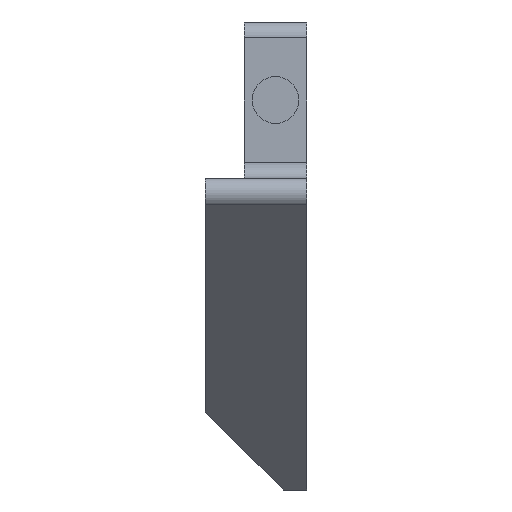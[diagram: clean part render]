
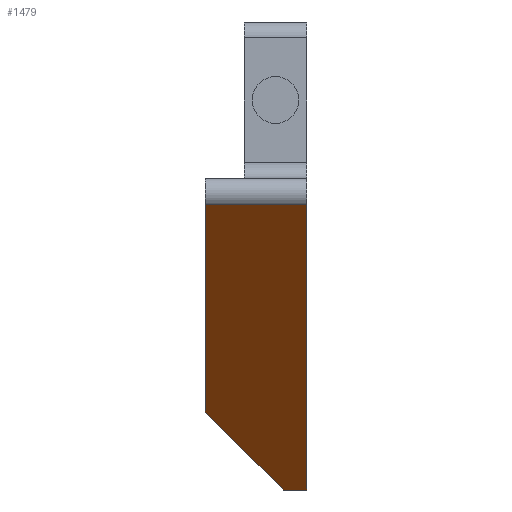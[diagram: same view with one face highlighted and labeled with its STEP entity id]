
A CAD part, left-side view. The second image highlights one B-rep face of the part: STEP entity #1479.
In plain terms, the highlighted planar face has unit normal (-0.707, 0, -0.707).
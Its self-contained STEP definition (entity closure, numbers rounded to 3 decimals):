
#13 = DIRECTION ( 'NONE',  ( 0.707, 0., 0.707 ) ) ;
#22 = DIRECTION ( 'NONE',  ( 0.707, 0., -0.707 ) ) ;
#157 = DIRECTION ( 'NONE',  ( 0., 1., 0. ) ) ;
#165 = AXIS2_PLACEMENT_3D ( 'NONE', #1126, #13, #22 ) ;
#170 = VECTOR ( 'NONE', #198, 1000. ) ;
#194 = VECTOR ( 'NONE', #1391, 1000. ) ;
#198 = DIRECTION ( 'NONE',  ( 0., -1., 0. ) ) ;
#205 = CARTESIAN_POINT ( 'NONE',  ( -123.293, -3.25, 8.293 ) ) ;
#254 = CARTESIAN_POINT ( 'NONE',  ( -123.293, 3.25, 8.293 ) ) ;
#262 = FACE_OUTER_BOUND ( 'NONE', #1534, .T. ) ;
#266 = CARTESIAN_POINT ( 'NONE',  ( -105., -3.25, -10. ) ) ;
#295 = CARTESIAN_POINT ( 'NONE',  ( -125., -3.25, 10. ) ) ;
#383 = LINE ( 'NONE', #903, #194 ) ;
#441 = CARTESIAN_POINT ( 'NONE',  ( -105., 3.25, -10. ) ) ;
#486 = EDGE_CURVE ( 'NONE', #775, #1301, #668, .T. ) ;
#499 = CARTESIAN_POINT ( 'NONE',  ( -73.333, -33.417, -41.667 ) ) ;
#511 = VECTOR ( 'NONE', #1562, 1000. ) ;
#553 = VECTOR ( 'NONE', #157, 1000. ) ;
#641 = DIRECTION ( 'NONE',  ( 0.577, -0.577, -0.577 ) ) ;
#646 = CARTESIAN_POINT ( 'NONE',  ( -123.293, 3.25, 8.293 ) ) ;
#655 = ORIENTED_EDGE ( 'NONE', *, *, #486, .T. ) ;
#668 = LINE ( 'NONE', #295, #511 ) ;
#691 = ORIENTED_EDGE ( 'NONE', *, *, #692, .T. ) ;
#692 = EDGE_CURVE ( 'NONE', #1301, #996, #1385, .T. ) ;
#729 = CARTESIAN_POINT ( 'NONE',  ( -105., -1.75, -10. ) ) ;
#760 = CARTESIAN_POINT ( 'NONE',  ( -110., 3.25, -5. ) ) ;
#762 = ORIENTED_EDGE ( 'NONE', *, *, #955, .T. ) ;
#771 = PLANE ( 'NONE',  #165 ) ;
#775 = VERTEX_POINT ( 'NONE', #266 ) ;
#830 = EDGE_CURVE ( 'NONE', #1145, #996, #383, .T. ) ;
#836 = ORIENTED_EDGE ( 'NONE', *, *, #1547, .T. ) ;
#903 = CARTESIAN_POINT ( 'NONE',  ( -125., 3.25, 10. ) ) ;
#955 = EDGE_CURVE ( 'NONE', #1419, #775, #1560, .T. ) ;
#996 = VERTEX_POINT ( 'NONE', #254 ) ;
#1126 = CARTESIAN_POINT ( 'NONE',  ( -125., 3.25, 10. ) ) ;
#1145 = VERTEX_POINT ( 'NONE', #760 ) ;
#1252 = ORIENTED_EDGE ( 'NONE', *, *, #830, .F. ) ;
#1301 = VERTEX_POINT ( 'NONE', #205 ) ;
#1385 = LINE ( 'NONE', #646, #553 ) ;
#1391 = DIRECTION ( 'NONE',  ( -0.707, 0., 0.707 ) ) ;
#1419 = VERTEX_POINT ( 'NONE', #729 ) ;
#1479 = ADVANCED_FACE ( 'NONE', ( #262 ), #771, .F. ) ;
#1500 = LINE ( 'NONE', #499, #1568 ) ;
#1534 = EDGE_LOOP ( 'NONE', ( #655, #691, #1252, #836, #762 ) ) ;
#1547 = EDGE_CURVE ( 'NONE', #1145, #1419, #1500, .T. ) ;
#1560 = LINE ( 'NONE', #441, #170 ) ;
#1562 = DIRECTION ( 'NONE',  ( -0.707, 0., 0.707 ) ) ;
#1568 = VECTOR ( 'NONE', #641, 1000. ) ;
